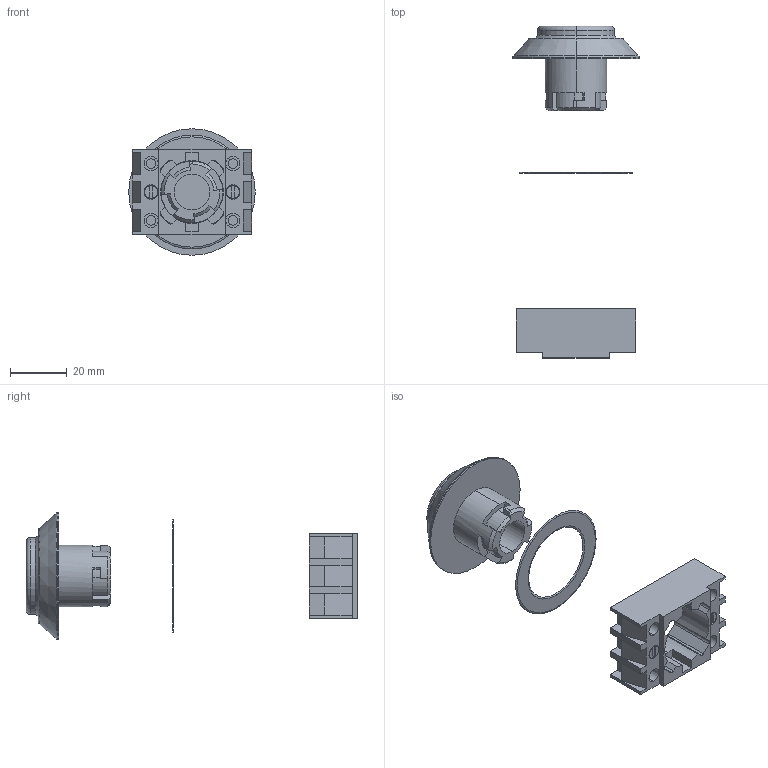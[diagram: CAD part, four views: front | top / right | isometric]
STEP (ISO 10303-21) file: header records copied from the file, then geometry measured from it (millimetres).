
FILE_DESCRIPTION (( 'STEP AP214' ), '1' );
FILE_NAME ('NDLBL.step', '2016-03-21T12:40:54', ( '' ), ( '' ), 'SwSTEP 2.0', 'SolidWorks 2015', '' );
FILE_SCHEMA (( 'AUTOMOTIVE_DESIGN' ));
Length unit declared in the file: millimetre
Products named in the file (1): NDLBL
Bounding box: 44.5 x 116.7 x 44.5 mm (x, y, z)
Volume: 25119.8 mm3; surface area: 16719.5 mm2
Topology: 7 solids, 7 shells, 217 faces, 543 edges, 349 vertices
Faces by surface type: plane 127, cylinder 65, cone 13, torus 12
Entity records: 6633 total; most frequent: DIRECTION 1160, CARTESIAN_POINT 1158, ORIENTED_EDGE 1086, EDGE_CURVE 543, AXIS2_PLACEMENT_3D 415, VERTEX_POINT 349, LINE 330, VECTOR 330
